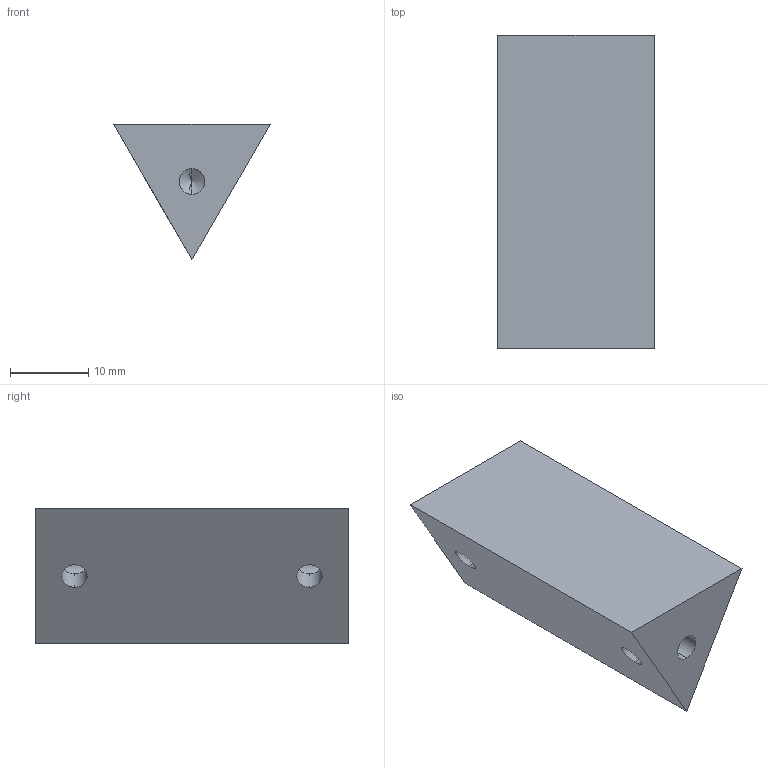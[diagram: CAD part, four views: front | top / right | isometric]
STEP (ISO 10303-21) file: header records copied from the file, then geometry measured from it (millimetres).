
FILE_DESCRIPTION (( 'STEP AP214' ), '1' );
FILE_NAME ('笢陑-盓翐.', '2023-11-01T03:11:02', ( '' ), ( '' ), 'SwSTEP 2.0', 'SolidWorks 2022', '' );
FILE_SCHEMA (( 'AUTOMOTIVE_DESIGN' ));
Length unit declared in the file: millimetre
Products named in the file (1): 中心-支柱
Bounding box: 20 x 40 x 17.32 mm (x, y, z)
Volume: 6598.7 mm3; surface area: 3104.1 mm2
Topology: 1 solids, 1 shells, 21 faces, 61 edges, 34 vertices
Faces by surface type: cone 8, cylinder 8, plane 5
Entity records: 893 total; most frequent: CARTESIAN_POINT 257, ORIENTED_EDGE 106, DIRECTION 105, EDGE_CURVE 53, AXIS2_PLACEMENT_3D 38, VERTEX_POINT 34, VECTOR 29, LINE 29
